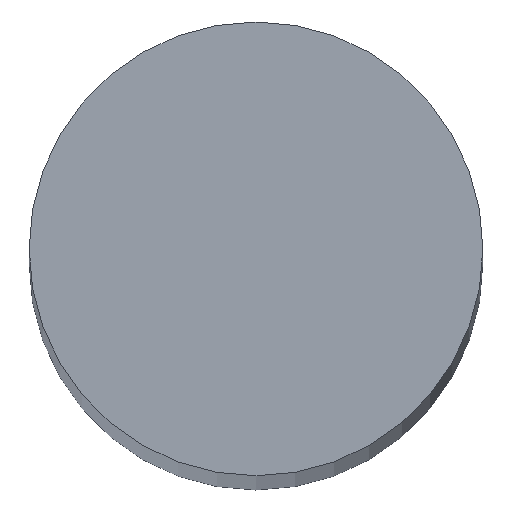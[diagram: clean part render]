
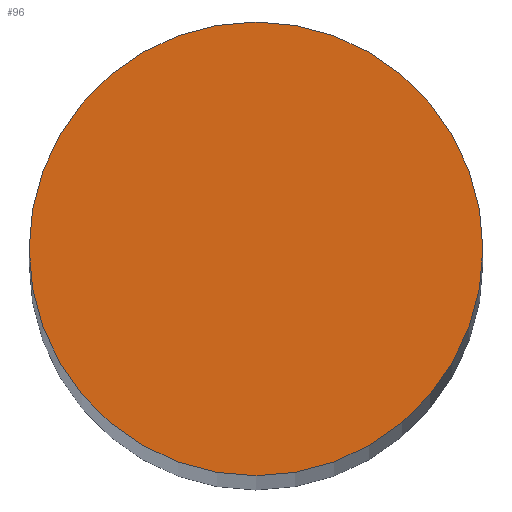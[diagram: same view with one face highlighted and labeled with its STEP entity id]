
A CAD part, top view. The second image highlights one B-rep face of the part: STEP entity #96.
In plain terms, the highlighted planar face has unit normal (0, 0, 1).
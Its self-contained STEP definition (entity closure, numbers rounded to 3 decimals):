
#8 = FACE_OUTER_BOUND ( 'NONE', #143, .T. ) ;
#21 = DIRECTION ( 'NONE',  ( 0., 0., 1. ) ) ;
#25 = EDGE_CURVE ( 'NONE', #115, #75, #122, .T. ) ;
#30 = DIRECTION ( 'NONE',  ( 1., 0., 0. ) ) ;
#34 = CARTESIAN_POINT ( 'NONE',  ( 0., 0., 450. ) ) ;
#56 = DIRECTION ( 'NONE',  ( 0., 0., 1. ) ) ;
#58 = ORIENTED_EDGE ( 'NONE', *, *, #134, .T. ) ;
#59 = DIRECTION ( 'NONE',  ( 1., 0., 0. ) ) ;
#65 = CIRCLE ( 'NONE', #130, 12.5 ) ;
#70 = CARTESIAN_POINT ( 'NONE',  ( -12.5, 0., 450. ) ) ;
#72 = CARTESIAN_POINT ( 'NONE',  ( 12.5, 0., 450. ) ) ;
#73 = DIRECTION ( 'NONE',  ( 0., 0., 1. ) ) ;
#75 = VERTEX_POINT ( 'NONE', #72 ) ;
#82 = AXIS2_PLACEMENT_3D ( 'NONE', #34, #73, #59 ) ;
#96 = ADVANCED_FACE ( 'NONE', ( #8 ), #168, .T. ) ;
#97 = CARTESIAN_POINT ( 'NONE',  ( 0., 0., 450. ) ) ;
#106 = AXIS2_PLACEMENT_3D ( 'NONE', #97, #21, #110 ) ;
#110 = DIRECTION ( 'NONE',  ( 1., 0., 0. ) ) ;
#115 = VERTEX_POINT ( 'NONE', #70 ) ;
#122 = CIRCLE ( 'NONE', #82, 12.5 ) ;
#130 = AXIS2_PLACEMENT_3D ( 'NONE', #138, #56, #30 ) ;
#134 = EDGE_CURVE ( 'NONE', #75, #115, #65, .T. ) ;
#138 = CARTESIAN_POINT ( 'NONE',  ( 0., 0., 450. ) ) ;
#143 = EDGE_LOOP ( 'NONE', ( #171, #58 ) ) ;
#168 = PLANE ( 'NONE',  #106 ) ;
#171 = ORIENTED_EDGE ( 'NONE', *, *, #25, .T. ) ;
